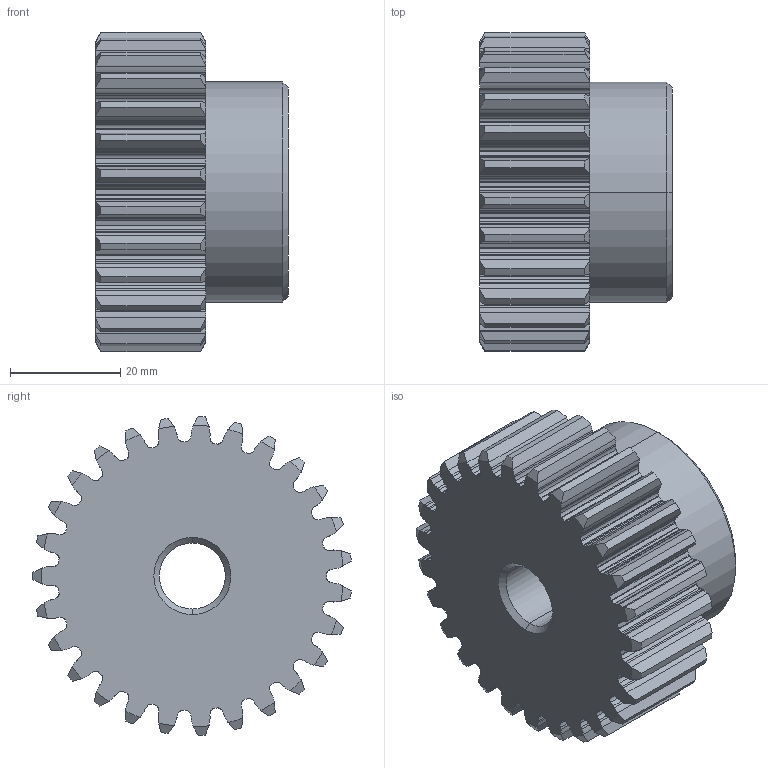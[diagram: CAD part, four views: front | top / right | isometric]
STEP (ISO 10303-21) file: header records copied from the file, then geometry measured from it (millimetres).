
FILE_DESCRIPTION(('HOOPS Exchange Step'),'2;1');
FILE_NAME('export-373B4042-291A-4CF0-9DBD-C5ACAB141D63.stp','2024-06-25T20:05:21+02:00',('Engineering'),('Alibre'),'HOOPS Exchange 2023.0','Alibre','Unknown authorisation');
FILE_SCHEMA( ('AP242_MANAGED_MODEL_BASED_3D_ENGINEERING_MIM_LF {1 0 10303 442 1 1 4 }') );
Length unit declared in the file: millimetre
Products named in the file (1): 6887 Module 2 Pinion, with 27 teeth
Bounding box: 35 x 57.87 x 57.96 mm (x, y, z)
Volume: 59585.3 mm3; surface area: 13968.1 mm2
Topology: 1 solids, 1 shells, 477 faces, 1416 edges, 942 vertices
Faces by surface type: cylinder 414, cone 60, plane 3
Entity records: 16661 total; most frequent: CARTESIAN_POINT 3185, DIRECTION 3138, ORIENTED_EDGE 2832, EDGE_CURVE 1416, AXIS2_PLACEMENT_3D 1359, VERTEX_POINT 942, CIRCLE 880, EDGE_LOOP 480
